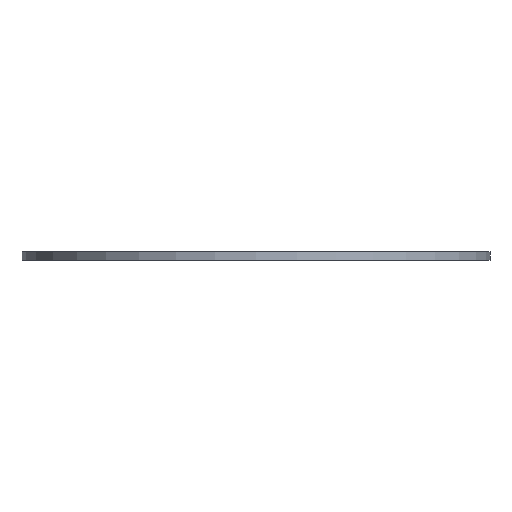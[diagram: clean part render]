
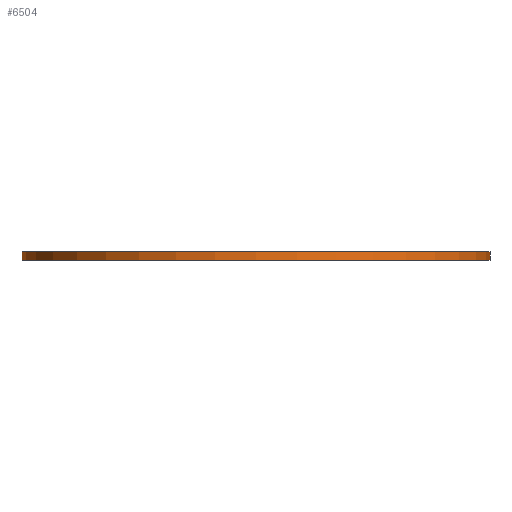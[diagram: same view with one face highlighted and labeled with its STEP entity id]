
A CAD part, front view. The second image highlights one B-rep face of the part: STEP entity #6504.
In plain terms, the highlighted cylindrical face has radius 111.4 mm (diameter 222.8 mm), a partial arc.
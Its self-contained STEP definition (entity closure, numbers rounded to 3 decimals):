
#159 = VERTEX_POINT ( 'NONE', #4775 ) ;
#205 = LINE ( 'NONE', #7724, #4680 ) ;
#219 = DIRECTION ( 'NONE',  ( 1., 0., 0. ) ) ;
#258 = LINE ( 'NONE', #10156, #5587 ) ;
#1899 = CIRCLE ( 'NONE', #3114, 111.4 ) ;
#3030 = DIRECTION ( 'NONE',  ( -1., 0., 0. ) ) ;
#3114 = AXIS2_PLACEMENT_3D ( 'NONE', #3886, #7238, #4935 ) ;
#3387 = EDGE_CURVE ( 'NONE', #7531, #8603, #5597, .T. ) ;
#3481 = DIRECTION ( 'NONE',  ( 0., 0., -1. ) ) ;
#3886 = CARTESIAN_POINT ( 'NONE',  ( 0., 0., 0. ) ) ;
#4389 = CARTESIAN_POINT ( 'NONE',  ( 0., 0., 4. ) ) ;
#4434 = DIRECTION ( 'NONE',  ( 0., 0., 1. ) ) ;
#4680 = VECTOR ( 'NONE', #3481, 1000. ) ;
#4691 = VERTEX_POINT ( 'NONE', #10651 ) ;
#4775 = CARTESIAN_POINT ( 'NONE',  ( -111.4, 0., 0. ) ) ;
#4935 = DIRECTION ( 'NONE',  ( 1., 0., 0. ) ) ;
#5041 = ORIENTED_EDGE ( 'NONE', *, *, #9903, .F. ) ;
#5341 = ORIENTED_EDGE ( 'NONE', *, *, #10468, .T. ) ;
#5587 = VECTOR ( 'NONE', #10372, 1000. ) ;
#5597 = CIRCLE ( 'NONE', #10006, 111.4 ) ;
#6296 = EDGE_CURVE ( 'NONE', #7531, #159, #258, .T. ) ;
#6448 = FACE_OUTER_BOUND ( 'NONE', #8356, .T. ) ;
#6504 = ADVANCED_FACE ( 'NONE', ( #6448 ), #8923, .T. ) ;
#7085 = CARTESIAN_POINT ( 'NONE',  ( 111.4, 0., 4. ) ) ;
#7238 = DIRECTION ( 'NONE',  ( 0., 0., 1. ) ) ;
#7531 = VERTEX_POINT ( 'NONE', #8510 ) ;
#7724 = CARTESIAN_POINT ( 'NONE',  ( 111.4, 0., 4. ) ) ;
#8100 = DIRECTION ( 'NONE',  ( 0., 0., -1. ) ) ;
#8356 = EDGE_LOOP ( 'NONE', ( #5041, #9800, #9163, #5341 ) ) ;
#8510 = CARTESIAN_POINT ( 'NONE',  ( -111.4, 0., 4. ) ) ;
#8603 = VERTEX_POINT ( 'NONE', #7085 ) ;
#8923 = CYLINDRICAL_SURFACE ( 'NONE', #9810, 111.4 ) ;
#9163 = ORIENTED_EDGE ( 'NONE', *, *, #6296, .T. ) ;
#9800 = ORIENTED_EDGE ( 'NONE', *, *, #3387, .F. ) ;
#9810 = AXIS2_PLACEMENT_3D ( 'NONE', #10586, #8100, #3030 ) ;
#9903 = EDGE_CURVE ( 'NONE', #8603, #4691, #205, .T. ) ;
#10006 = AXIS2_PLACEMENT_3D ( 'NONE', #4389, #4434, #219 ) ;
#10156 = CARTESIAN_POINT ( 'NONE',  ( -111.4, 0., 4. ) ) ;
#10372 = DIRECTION ( 'NONE',  ( 0., 0., -1. ) ) ;
#10468 = EDGE_CURVE ( 'NONE', #159, #4691, #1899, .T. ) ;
#10586 = CARTESIAN_POINT ( 'NONE',  ( 0., 0., 4. ) ) ;
#10651 = CARTESIAN_POINT ( 'NONE',  ( 111.4, 0., 0. ) ) ;
